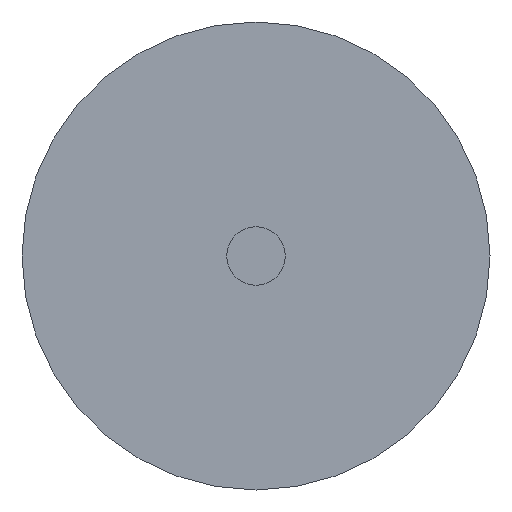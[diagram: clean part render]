
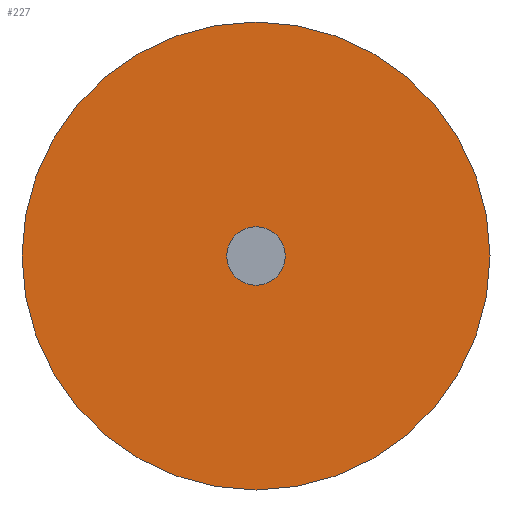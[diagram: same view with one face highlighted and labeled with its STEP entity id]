
A CAD part, front view. The second image highlights one B-rep face of the part: STEP entity #227.
In plain terms, the highlighted planar face has unit normal (0, -1, 0).
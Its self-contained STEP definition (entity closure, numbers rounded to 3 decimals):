
#7 = CARTESIAN_POINT ( 'NONE',  ( 0., 0., 0. ) ) ;
#9 = CARTESIAN_POINT ( 'NONE',  ( 0., 0., 1.75 ) ) ;
#19 = VERTEX_POINT ( 'NONE', #9 ) ;
#21 = CIRCLE ( 'NONE', #118, 1.75 ) ;
#22 = CARTESIAN_POINT ( 'NONE',  ( 0., 0., 14. ) ) ;
#24 = EDGE_CURVE ( 'NONE', #185, #19, #21, .T. ) ;
#26 = DIRECTION ( 'NONE',  ( 0., 1., 0. ) ) ;
#28 = PLANE ( 'NONE',  #240 ) ;
#35 = DIRECTION ( 'NONE',  ( 0., 1., 0. ) ) ;
#43 = ORIENTED_EDGE ( 'NONE', *, *, #220, .F. ) ;
#44 = VERTEX_POINT ( 'NONE', #22 ) ;
#54 = AXIS2_PLACEMENT_3D ( 'NONE', #7, #26, #207 ) ;
#62 = CARTESIAN_POINT ( 'NONE',  ( 0., 0., -14. ) ) ;
#63 = AXIS2_PLACEMENT_3D ( 'NONE', #230, #196, #177 ) ;
#65 = DIRECTION ( 'NONE',  ( 0., -1., 0. ) ) ;
#70 = DIRECTION ( 'NONE',  ( 0., 0., 1. ) ) ;
#76 = CARTESIAN_POINT ( 'NONE',  ( 0., 0., 0. ) ) ;
#80 = CIRCLE ( 'NONE', #63, 14. ) ;
#87 = EDGE_CURVE ( 'NONE', #88, #44, #138, .T. ) ;
#88 = VERTEX_POINT ( 'NONE', #62 ) ;
#99 = FACE_OUTER_BOUND ( 'NONE', #106, .T. ) ;
#106 = EDGE_LOOP ( 'NONE', ( #244, #188 ) ) ;
#110 = CIRCLE ( 'NONE', #129, 1.75 ) ;
#111 = CARTESIAN_POINT ( 'NONE',  ( 0., 0., 0. ) ) ;
#114 = CARTESIAN_POINT ( 'NONE',  ( 0., 0., 0. ) ) ;
#118 = AXIS2_PLACEMENT_3D ( 'NONE', #111, #65, #154 ) ;
#129 = AXIS2_PLACEMENT_3D ( 'NONE', #114, #254, #142 ) ;
#138 = CIRCLE ( 'NONE', #54, 14. ) ;
#139 = FACE_BOUND ( 'NONE', #247, .T. ) ;
#142 = DIRECTION ( 'NONE',  ( 0., 0., -1. ) ) ;
#154 = DIRECTION ( 'NONE',  ( 0., 0., -1. ) ) ;
#157 = CARTESIAN_POINT ( 'NONE',  ( 0., 0., -1.75 ) ) ;
#177 = DIRECTION ( 'NONE',  ( 0., 0., 1. ) ) ;
#185 = VERTEX_POINT ( 'NONE', #157 ) ;
#188 = ORIENTED_EDGE ( 'NONE', *, *, #197, .F. ) ;
#191 = ORIENTED_EDGE ( 'NONE', *, *, #24, .F. ) ;
#196 = DIRECTION ( 'NONE',  ( 0., 1., 0. ) ) ;
#197 = EDGE_CURVE ( 'NONE', #44, #88, #80, .T. ) ;
#207 = DIRECTION ( 'NONE',  ( 0., 0., 1. ) ) ;
#220 = EDGE_CURVE ( 'NONE', #19, #185, #110, .T. ) ;
#227 = ADVANCED_FACE ( 'NONE', ( #139, #99 ), #28, .F. ) ;
#230 = CARTESIAN_POINT ( 'NONE',  ( 0., 0., 0. ) ) ;
#240 = AXIS2_PLACEMENT_3D ( 'NONE', #76, #35, #70 ) ;
#244 = ORIENTED_EDGE ( 'NONE', *, *, #87, .F. ) ;
#247 = EDGE_LOOP ( 'NONE', ( #191, #43 ) ) ;
#254 = DIRECTION ( 'NONE',  ( 0., -1., 0. ) ) ;
